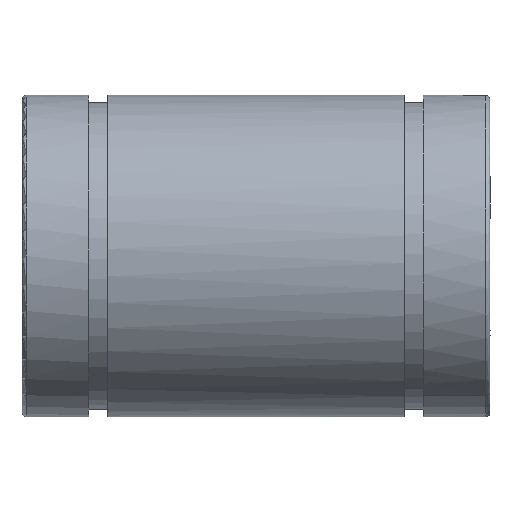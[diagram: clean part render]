
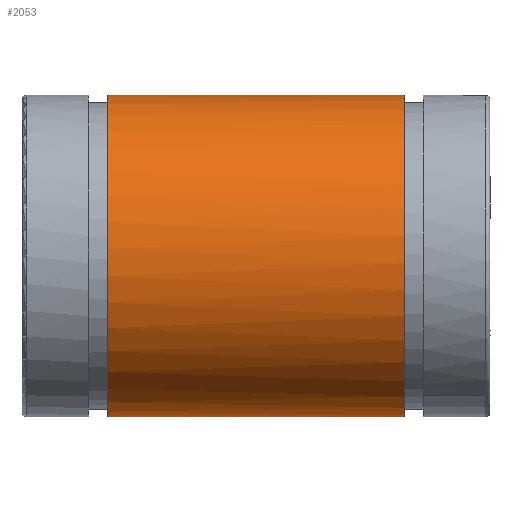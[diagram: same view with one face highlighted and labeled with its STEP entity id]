
A CAD part, front view. The second image highlights one B-rep face of the part: STEP entity #2053.
In plain terms, the highlighted cylindrical face has radius 11 mm (diameter 22 mm), a partial arc.
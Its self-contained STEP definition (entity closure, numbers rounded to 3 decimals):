
#2045=AXIS2_PLACEMENT_3D('Cylinder Axis2P3D',#2042,#2043,#2044) ;
#1386=CARTESIAN_POINT('Vertex',(5.85,0.,-11.)) ;
#1390=CARTESIAN_POINT('Control Point',(5.85,0.,11.)) ;
#1391=CARTESIAN_POINT('Control Point',(5.85,-1.137,11.)) ;
#1392=CARTESIAN_POINT('Control Point',(5.85,-2.275,10.853)) ;
#1393=CARTESIAN_POINT('Control Point',(5.85,-3.387,10.559)) ;
#1394=CARTESIAN_POINT('Control Point',(5.85,-5.51,9.69)) ;
#1395=CARTESIAN_POINT('Control Point',(5.85,-7.342,8.31)) ;
#1396=CARTESIAN_POINT('Control Point',(5.85,-8.163,7.505)) ;
#1397=CARTESIAN_POINT('Control Point',(5.85,-9.579,5.701)) ;
#1398=CARTESIAN_POINT('Control Point',(5.85,-10.49,3.596)) ;
#1399=CARTESIAN_POINT('Control Point',(5.85,-10.806,2.49)) ;
#1400=CARTESIAN_POINT('Control Point',(5.85,-11.145,0.221)) ;
#1401=CARTESIAN_POINT('Control Point',(5.85,-10.896,-2.059)) ;
#1402=CARTESIAN_POINT('Control Point',(5.85,-10.624,-3.177)) ;
#1403=CARTESIAN_POINT('Control Point',(5.85,-9.798,-5.316)) ;
#1404=CARTESIAN_POINT('Control Point',(5.85,-8.454,-7.175)) ;
#1405=CARTESIAN_POINT('Control Point',(5.85,-7.666,-8.013)) ;
#1406=CARTESIAN_POINT('Control Point',(5.85,-5.89,-9.464)) ;
#1407=CARTESIAN_POINT('Control Point',(5.85,-3.803,-10.416)) ;
#1408=CARTESIAN_POINT('Control Point',(5.85,-2.704,-10.754)) ;
#1409=CARTESIAN_POINT('Control Point',(5.85,-1.486,-10.961)) ;
#1410=CARTESIAN_POINT('Control Point',(5.85,-0.262,-10.997)) ;
#1411=CARTESIAN_POINT('Control Point',(5.85,-0.175,-10.999)) ;
#1412=CARTESIAN_POINT('Control Point',(5.85,-0.087,-11.)) ;
#1413=CARTESIAN_POINT('Control Point',(5.85,0.,-11.)) ;
#1414=CARTESIAN_POINT('Vertex',(5.85,0.,11.)) ;
#1486=CARTESIAN_POINT('Line Origine',(16.,0.,11.)) ;
#1490=CARTESIAN_POINT('Vertex',(26.15,0.,11.)) ;
#1511=CARTESIAN_POINT('Control Point',(26.15,0.,-11.)) ;
#1512=CARTESIAN_POINT('Control Point',(26.15,-1.137,-11.)) ;
#1513=CARTESIAN_POINT('Control Point',(26.15,-2.275,-10.853)) ;
#1514=CARTESIAN_POINT('Control Point',(26.15,-3.387,-10.559)) ;
#1515=CARTESIAN_POINT('Control Point',(26.15,-5.51,-9.69)) ;
#1516=CARTESIAN_POINT('Control Point',(26.15,-7.342,-8.31)) ;
#1517=CARTESIAN_POINT('Control Point',(26.15,-8.163,-7.505)) ;
#1518=CARTESIAN_POINT('Control Point',(26.15,-9.579,-5.701)) ;
#1519=CARTESIAN_POINT('Control Point',(26.15,-10.49,-3.596)) ;
#1520=CARTESIAN_POINT('Control Point',(26.15,-10.806,-2.49)) ;
#1521=CARTESIAN_POINT('Control Point',(26.15,-11.145,-0.221)) ;
#1522=CARTESIAN_POINT('Control Point',(26.15,-10.896,2.059)) ;
#1523=CARTESIAN_POINT('Control Point',(26.15,-10.624,3.177)) ;
#1524=CARTESIAN_POINT('Control Point',(26.15,-9.798,5.316)) ;
#1525=CARTESIAN_POINT('Control Point',(26.15,-8.454,7.175)) ;
#1526=CARTESIAN_POINT('Control Point',(26.15,-7.666,8.013)) ;
#1527=CARTESIAN_POINT('Control Point',(26.15,-5.89,9.464)) ;
#1528=CARTESIAN_POINT('Control Point',(26.15,-3.803,10.416)) ;
#1529=CARTESIAN_POINT('Control Point',(26.15,-2.704,10.754)) ;
#1530=CARTESIAN_POINT('Control Point',(26.15,-1.486,10.961)) ;
#1531=CARTESIAN_POINT('Control Point',(26.15,-0.262,10.997)) ;
#1532=CARTESIAN_POINT('Control Point',(26.15,-0.175,10.999)) ;
#1533=CARTESIAN_POINT('Control Point',(26.15,-0.087,11.)) ;
#1534=CARTESIAN_POINT('Control Point',(26.15,0.,11.)) ;
#1535=CARTESIAN_POINT('Vertex',(26.15,0.,-11.)) ;
#1855=CARTESIAN_POINT('Line Origine',(16.,0.,-11.)) ;
#2042=CARTESIAN_POINT('Axis2P3D Location',(16.,0.,0.)) ;
#1487=DIRECTION('Vector Direction',(1.,0.,0.)) ;
#1856=DIRECTION('Vector Direction',(1.,0.,0.)) ;
#2043=DIRECTION('Axis2P3D Direction',(1.,0.,0.)) ;
#2044=DIRECTION('Axis2P3D XDirection',(0.,0.,1.)) ;
#1488=VECTOR('Line Direction',#1487,1.) ;
#1857=VECTOR('Line Direction',#1856,1.) ;
#2048=ORIENTED_EDGE('',*,*,#1859,.T.) ;
#2049=ORIENTED_EDGE('',*,*,#1537,.T.) ;
#2050=ORIENTED_EDGE('',*,*,#1492,.T.) ;
#2051=ORIENTED_EDGE('',*,*,#1416,.T.) ;
#2053=ADVANCED_FACE('',(#2052),#2046,.T.) ;
#1389=B_SPLINE_CURVE_WITH_KNOTS('',5,(#1390,#1391,#1392,#1393,#1394,#1395,#1396,#1397,#1398,#1399,#1400,#1401,#1402,#1403,#1404,#1405,#1406,#1407,#1408,#1409,#1410,#1411,#1412,#1413),.UNSPECIFIED.,.F.,.U.,(6,3,3,3,3,3,3,6),(0.,8.042,16.085,24.127,32.169,40.211,48.254,48.871),.UNSPECIFIED.) ;
#1510=B_SPLINE_CURVE_WITH_KNOTS('',5,(#1511,#1512,#1513,#1514,#1515,#1516,#1517,#1518,#1519,#1520,#1521,#1522,#1523,#1524,#1525,#1526,#1527,#1528,#1529,#1530,#1531,#1532,#1533,#1534),.UNSPECIFIED.,.F.,.U.,(6,3,3,3,3,3,3,6),(0.,8.042,16.085,24.127,32.169,40.211,48.254,48.871),.UNSPECIFIED.) ;
#2046=CYLINDRICAL_SURFACE('generated cylinder',#2045,11.) ;
#1416=EDGE_CURVE('',#1415,#1387,#1389,.T.) ;
#1492=EDGE_CURVE('',#1491,#1415,#1489,.F.) ;
#1537=EDGE_CURVE('',#1536,#1491,#1510,.T.) ;
#1859=EDGE_CURVE('',#1387,#1536,#1858,.T.) ;
#2047=EDGE_LOOP('',(#2048,#2049,#2050,#2051)) ;
#2052=FACE_OUTER_BOUND('',#2047,.T.) ;
#1489=LINE('Line',#1486,#1488) ;
#1858=LINE('Line',#1855,#1857) ;
#1387=VERTEX_POINT('',#1386) ;
#1415=VERTEX_POINT('',#1414) ;
#1491=VERTEX_POINT('',#1490) ;
#1536=VERTEX_POINT('',#1535) ;
